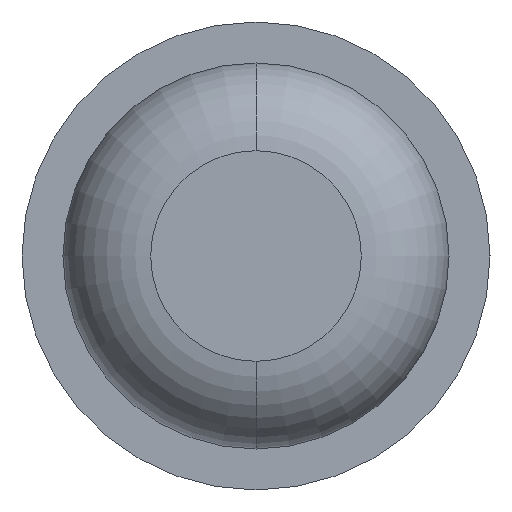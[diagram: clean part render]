
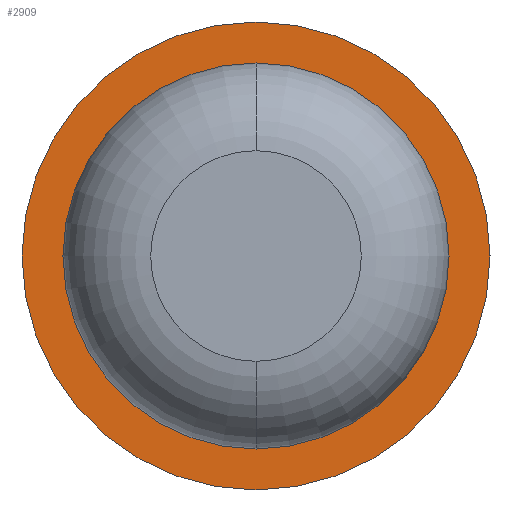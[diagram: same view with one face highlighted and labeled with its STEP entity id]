
A CAD part, front view. The second image highlights one B-rep face of the part: STEP entity #2909.
In plain terms, the highlighted planar face has unit normal (0, -1, 0).
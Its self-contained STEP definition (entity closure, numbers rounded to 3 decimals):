
#2 = AXIS2_PLACEMENT_3D ( 'NONE', #761, #2752, #1263 ) ;
#168 = CARTESIAN_POINT ( 'NONE',  ( 0., -3., 0. ) ) ;
#184 = AXIS2_PLACEMENT_3D ( 'NONE', #919, #2420, #3169 ) ;
#214 = CIRCLE ( 'NONE', #2, 1. ) ;
#412 = FACE_OUTER_BOUND ( 'NONE', #815, .T. ) ;
#468 = ORIENTED_EDGE ( 'NONE', *, *, #638, .F. ) ;
#596 = DIRECTION ( 'NONE',  ( 0., -1., 0. ) ) ;
#638 = EDGE_CURVE ( 'Defeature ausgef�hrt1_1+Defeature ausgef�hrt1_4+Defeature ausgef�hrt1_4+Defeature ausgef�hrt1_4', #736, #3173, #2511, .T. ) ;
#670 = DIRECTION ( 'NONE',  ( 0., -1., 0. ) ) ;
#732 = AXIS2_PLACEMENT_3D ( 'NONE', #168, #1905, #2893 ) ;
#736 = VERTEX_POINT ( 'NONE', #969 ) ;
#761 = CARTESIAN_POINT ( 'NONE',  ( 0., -3., 0. ) ) ;
#815 = EDGE_LOOP ( 'NONE', ( #2132, #1282 ) ) ;
#919 = CARTESIAN_POINT ( 'NONE',  ( 0., -3., 0. ) ) ;
#969 = CARTESIAN_POINT ( 'NONE',  ( 0., -3., -0.825 ) ) ;
#1088 = CARTESIAN_POINT ( 'NONE',  ( 0., -3., 0. ) ) ;
#1091 = EDGE_LOOP ( 'NONE', ( #1577, #468 ) ) ;
#1194 = CARTESIAN_POINT ( 'NONE',  ( -1., -3., 0. ) ) ;
#1263 = DIRECTION ( 'NONE',  ( 0., 0., 1. ) ) ;
#1282 = ORIENTED_EDGE ( 'NONE', *, *, #1591, .F. ) ;
#1295 = AXIS2_PLACEMENT_3D ( 'NONE', #1088, #596, #2336 ) ;
#1296 = CIRCLE ( 'NONE', #1295, 0.825 ) ;
#1407 = FACE_BOUND ( 'NONE', #1091, .T. ) ;
#1577 = ORIENTED_EDGE ( 'NONE', *, *, #3189, .F. ) ;
#1591 = EDGE_CURVE ( 'Defeature ausgef�hrt1_5+Defeature ausgef�hrt1_4+Defeature ausgef�hrt1_4+Defeature ausgef�hrt1_4', #3145, #1657, #214, .T. ) ;
#1657 = VERTEX_POINT ( 'NONE', #2764 ) ;
#1719 = CIRCLE ( 'NONE', #732, 1. ) ;
#1896 = PLANE ( 'NONE',  #2161 ) ;
#1905 = DIRECTION ( 'NONE',  ( 0., 1., 0. ) ) ;
#2132 = ORIENTED_EDGE ( 'NONE', *, *, #2895, .F. ) ;
#2161 = AXIS2_PLACEMENT_3D ( 'NONE', #1194, #670, #2396 ) ;
#2286 = CARTESIAN_POINT ( 'NONE',  ( 0., -3., -1. ) ) ;
#2312 = CARTESIAN_POINT ( 'NONE',  ( 0., -3., 0.825 ) ) ;
#2336 = DIRECTION ( 'NONE',  ( 0., 0., -1. ) ) ;
#2396 = DIRECTION ( 'NONE',  ( 0., 0., -1. ) ) ;
#2420 = DIRECTION ( 'NONE',  ( 0., -1., 0. ) ) ;
#2511 = CIRCLE ( 'NONE', #184, 0.825 ) ;
#2752 = DIRECTION ( 'NONE',  ( 0., 1., 0. ) ) ;
#2764 = CARTESIAN_POINT ( 'NONE',  ( 0., -3., 1. ) ) ;
#2893 = DIRECTION ( 'NONE',  ( 0., 0., 1. ) ) ;
#2895 = EDGE_CURVE ( 'Defeature ausgef�hrt1_5+Defeature ausgef�hrt1_4+Defeature ausgef�hrt1_4+Defeature ausgef�hrt1_4', #1657, #3145, #1719, .T. ) ;
#2909 = ADVANCED_FACE ( 'Defeature ausgef�hrt1_4', ( #1407, #412 ), #1896, .T. ) ;
#3145 = VERTEX_POINT ( 'NONE', #2286 ) ;
#3169 = DIRECTION ( 'NONE',  ( 0., 0., -1. ) ) ;
#3173 = VERTEX_POINT ( 'NONE', #2312 ) ;
#3189 = EDGE_CURVE ( 'Defeature ausgef�hrt1_1+Defeature ausgef�hrt1_4+Defeature ausgef�hrt1_4+Defeature ausgef�hrt1_4', #3173, #736, #1296, .T. ) ;
